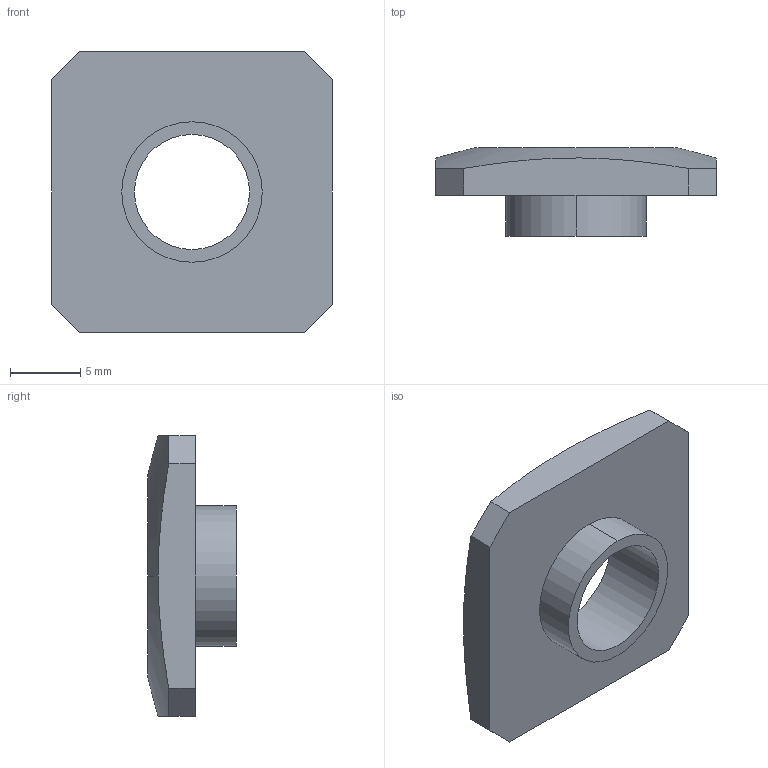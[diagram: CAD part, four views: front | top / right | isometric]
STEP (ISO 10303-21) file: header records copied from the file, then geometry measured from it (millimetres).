
FILE_DESCRIPTION((''),'2;1');
FILE_NAME('11054_PODLOZKA_UTORNA_KV_M8_U10','2022-09-16T13:32:43',('PredragRovcanin'),('Audax d.o.o.'),'CREO PARAMETRIC BY PTC INC, 2020281','CREO PARAMETRIC BY PTC INC, 2020281','');
FILE_SCHEMA(('AUTOMOTIVE_DESIGN { 1 0 10303 214 1 1 1 1 }'));
Length unit declared in the file: millimetre
Products named in the file (1): 11054_PODLOZKA_UTORNA_KV_M8_U10
Bounding box: 20 x 6.3 x 20 mm (x, y, z)
Volume: 933.4 mm3; surface area: 1142.9 mm2
Topology: 1 solids, 1 shells, 19 faces, 49 edges, 36 vertices
Faces by surface type: plane 11, cylinder 6, cone 2
Entity records: 1281 total; most frequent: COLOUR_RGB 322, CARTESIAN_POINT 171, ORIENTED_EDGE 92, DIRECTION 91, PRESENTATION_STYLE_ASSIGNMENT 51, STYLED_ITEM 51, CURVE_STYLE 50, EDGE_CURVE 46
